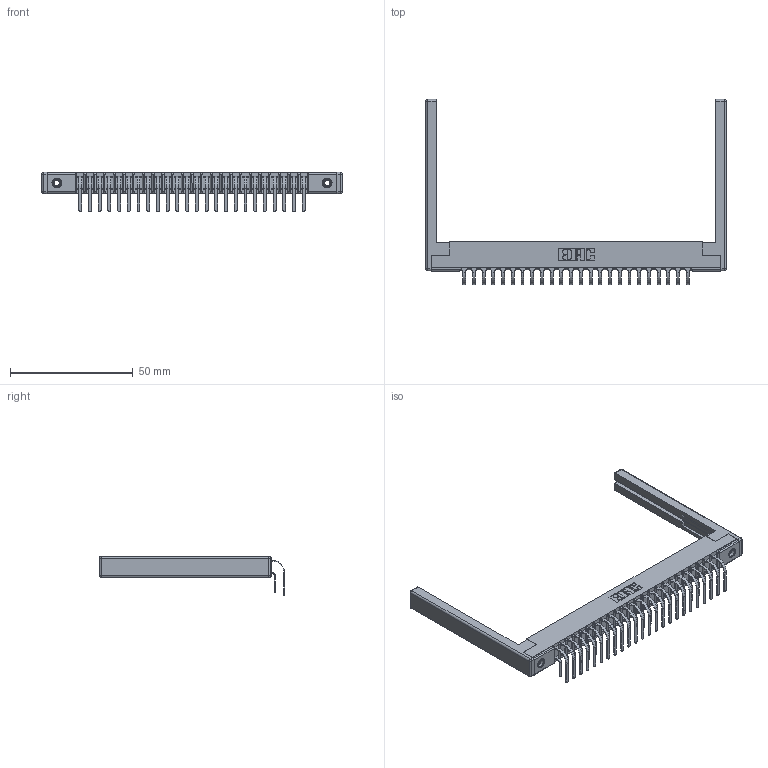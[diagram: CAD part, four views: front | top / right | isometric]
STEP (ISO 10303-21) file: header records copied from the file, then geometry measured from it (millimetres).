
FILE_DESCRIPTION (( 'STEP AP203' ), '1' );
FILE_NAME ('357-048-559-268.STEP', '2022-07-08T22:36:37', ( '' ), ( '' ), 'SwSTEP 2.0', 'SolidWorks 2020', '' );
FILE_SCHEMA (( 'CONFIG_CONTROL_DESIGN' ));
Length unit declared in the file: inch
Products named in the file (6): 307-290-001_558 559 - 1 (Single); 307-220-068; 357-048-559-268; 307-290-001_559 - 2 (Single); 307 Part_.156 Dia Mounting Holes; 345-250-001_345-250-001-102
Assembly tree (53 placements, depth 2):
  357-048-559-268
    307 Part_.156 Dia Mounting Holes
    307-290-001_558 559 - 1 (Single)  x24
    307-290-001_559 - 2 (Single)  x24
    307-220-068  x2
    345-250-001_345-250-001-102  x2
Bounding box: 122.53 x 75.48 x 16.08 mm (x, y, z)
Volume: 12756.5 mm3; surface area: 19627 mm2
Topology: 53 solids, 53 shells, 2697 faces, 7529 edges, 4866 vertices
Faces by surface type: plane 1742, cylinder 881, sphere 58, cone 12, torus 4
Entity records: 27768 total; most frequent: CARTESIAN_POINT 4527, ORIENTED_EDGE 4476, DIRECTION 4456, EDGE_CURVE 2238, VECTOR 1706, LINE 1706, VERTEX_POINT 1446, AXIS2_PLACEMENT_3D 1375
